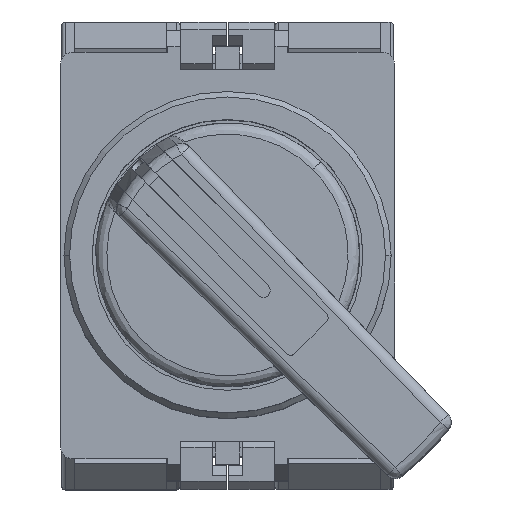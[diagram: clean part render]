
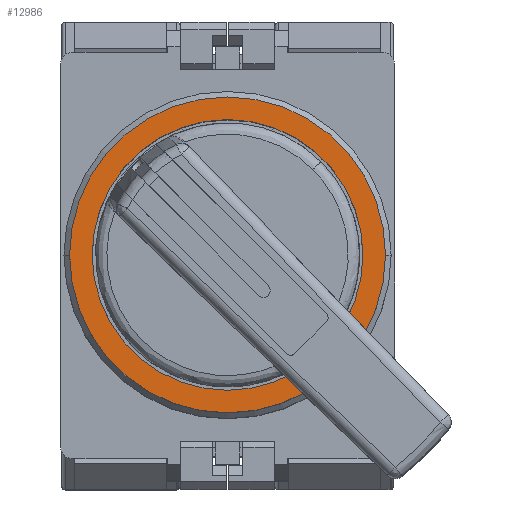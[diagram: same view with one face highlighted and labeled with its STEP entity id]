
A CAD part, top view. The second image highlights one B-rep face of the part: STEP entity #12986.
In plain terms, the highlighted planar face has unit normal (0, 0, 1).
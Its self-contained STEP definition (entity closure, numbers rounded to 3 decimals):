
#39 = DIRECTION ( 'NONE',  ( 0., 0., 1. ) ) ;
#174 = CARTESIAN_POINT ( 'NONE',  ( 0., 0., 13. ) ) ;
#1478 = DIRECTION ( 'NONE',  ( 0., 0., -1. ) ) ;
#2264 = CARTESIAN_POINT ( 'NONE',  ( 0., 0., 13. ) ) ;
#2491 = CIRCLE ( 'NONE', #9376, 14. ) ;
#2570 = ORIENTED_EDGE ( 'NONE', *, *, #15342, .F. ) ;
#2675 = FACE_OUTER_BOUND ( 'NONE', #9294, .T. ) ;
#2887 = EDGE_CURVE ( 'NONE', #14135, #5267, #2491, .T. ) ;
#3898 = EDGE_CURVE ( 'NONE', #7204, #9015, #11800, .T. ) ;
#4820 = ORIENTED_EDGE ( 'NONE', *, *, #2887, .F. ) ;
#4910 = AXIS2_PLACEMENT_3D ( 'NONE', #2264, #7132, #12037 ) ;
#4918 = DIRECTION ( 'NONE',  ( 1., 0., 0. ) ) ;
#5053 = DIRECTION ( 'NONE',  ( 0., 0., -1. ) ) ;
#5267 = VERTEX_POINT ( 'NONE', #11325 ) ;
#5780 = CARTESIAN_POINT ( 'NONE',  ( 0., 0., 13. ) ) ;
#6122 = AXIS2_PLACEMENT_3D ( 'NONE', #12447, #1478, #6344 ) ;
#6238 = ORIENTED_EDGE ( 'NONE', *, *, #3898, .F. ) ;
#6344 = DIRECTION ( 'NONE',  ( -1., 0., 0. ) ) ;
#7132 = DIRECTION ( 'NONE',  ( 0., 0., 1. ) ) ;
#7204 = VERTEX_POINT ( 'NONE', #12425 ) ;
#7536 = PLANE ( 'NONE',  #6122 ) ;
#8717 = AXIS2_PLACEMENT_3D ( 'NONE', #10987, #39, #4918 ) ;
#9015 = VERTEX_POINT ( 'NONE', #10367 ) ;
#9294 = EDGE_LOOP ( 'NONE', ( #9758, #4820 ) ) ;
#9376 = AXIS2_PLACEMENT_3D ( 'NONE', #5780, #10650, #10826 ) ;
#9758 = ORIENTED_EDGE ( 'NONE', *, *, #11815, .F. ) ;
#9907 = DIRECTION ( 'NONE',  ( 1., 0., 0. ) ) ;
#10367 = CARTESIAN_POINT ( 'NONE',  ( -12., 0., 13. ) ) ;
#10650 = DIRECTION ( 'NONE',  ( 0., 0., -1. ) ) ;
#10826 = DIRECTION ( 'NONE',  ( 1., 0., 0. ) ) ;
#10987 = CARTESIAN_POINT ( 'NONE',  ( 0., 0., 13. ) ) ;
#11325 = CARTESIAN_POINT ( 'NONE',  ( 14., 0., 13. ) ) ;
#11800 = CIRCLE ( 'NONE', #4910, 12. ) ;
#11815 = EDGE_CURVE ( 'NONE', #5267, #14135, #11981, .T. ) ;
#11981 = CIRCLE ( 'NONE', #14042, 14. ) ;
#12037 = DIRECTION ( 'NONE',  ( 1., 0., 0. ) ) ;
#12425 = CARTESIAN_POINT ( 'NONE',  ( 12., 0., 13. ) ) ;
#12447 = CARTESIAN_POINT ( 'NONE',  ( 14.168, -14.168, 13. ) ) ;
#12986 = ADVANCED_FACE ( 'NONE', ( #13648, #2675 ), #7536, .F. ) ;
#13648 = FACE_BOUND ( 'NONE', #14176, .T. ) ;
#13731 = CARTESIAN_POINT ( 'NONE',  ( -14., 0., 13. ) ) ;
#14042 = AXIS2_PLACEMENT_3D ( 'NONE', #174, #5053, #9907 ) ;
#14135 = VERTEX_POINT ( 'NONE', #13731 ) ;
#14176 = EDGE_LOOP ( 'NONE', ( #6238, #2570 ) ) ;
#15342 = EDGE_CURVE ( 'NONE', #9015, #7204, #15657, .T. ) ;
#15657 = CIRCLE ( 'NONE', #8717, 12. ) ;
